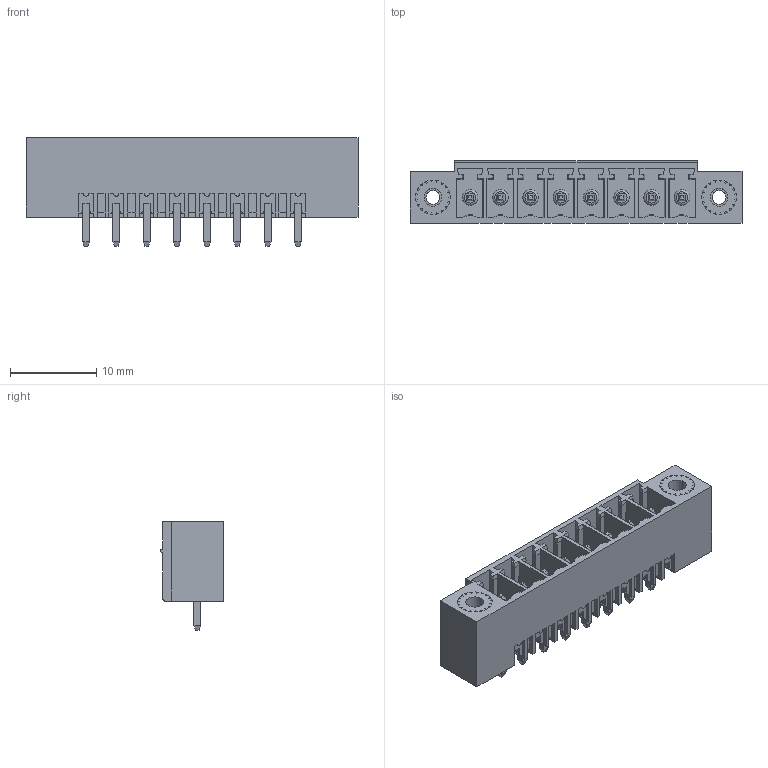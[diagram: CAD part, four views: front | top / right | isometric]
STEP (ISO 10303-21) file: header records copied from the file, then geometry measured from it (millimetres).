
FILE_DESCRIPTION(('STEP AP214'),'1');
FILE_NAME('PV08-3,5-V-K.stp','2018-11-29T12:02:55',(' '),(' '),'Spatial InterOp 3D',' ',' ');
FILE_SCHEMA(('AUTOMOTIVE_DESIGN { 1 0 10303 214 1 1 1 1 }'));
Length unit declared in the file: metre
Products named in the file (1): 1
Bounding box: 38.4 x 7.25 x 12.6 mm (x, y, z)
Volume: 1443.6 mm3; surface area: 2972.1 mm2
Topology: 1 solids, 1 shells, 703 faces, 1771 edges, 1134 vertices
Faces by surface type: plane 620, cylinder 67, torus 8, cone 8
Full cylindrical faces by diameter (mm): 1.6 x2, 1.8 x8, 2.05 x2
Entity records: 26032 total; most frequent: CARTESIAN_POINT 3613, ORIENTED_EDGE 3478, DIRECTION 3281, EDGE_CURVE 1739, LINE 1573, VECTOR 1573, VERTEX_POINT 1122, AXIS2_PLACEMENT_3D 854
